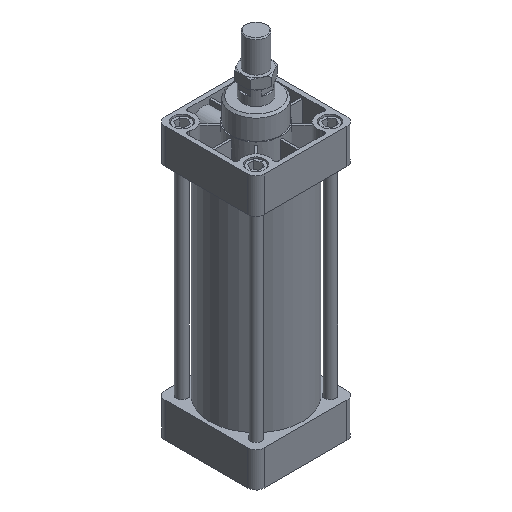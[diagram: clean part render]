
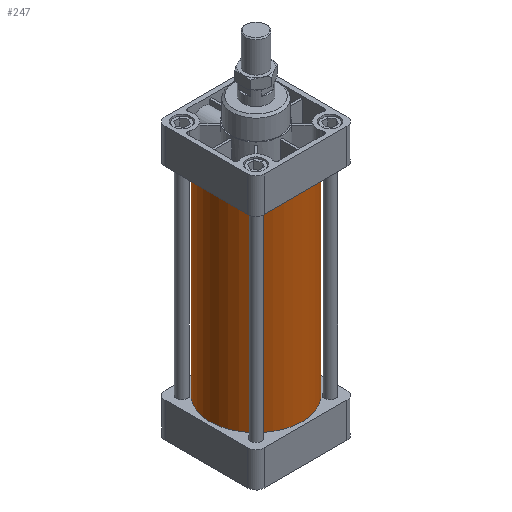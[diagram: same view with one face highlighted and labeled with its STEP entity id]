
A CAD part, isometric view. The second image highlights one B-rep face of the part: STEP entity #247.
In plain terms, the highlighted cylindrical face has radius 43.5 mm (diameter 87 mm), a full revolution.
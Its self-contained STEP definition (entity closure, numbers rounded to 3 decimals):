
#247 = ADVANCED_FACE( '', ( #720, #721 ), #722, .T. );
#720 = FACE_OUTER_BOUND( '', #1536, .T. );
#721 = FACE_OUTER_BOUND( '', #1537, .T. );
#722 = CYLINDRICAL_SURFACE( '', #1538, 43.5 );
#1536 = EDGE_LOOP( '', ( #2673 ) );
#1537 = EDGE_LOOP( '', ( #2674 ) );
#1538 = AXIS2_PLACEMENT_3D( '', #2675, #2676, #2677 );
#2673 = ORIENTED_EDGE( '', *, *, #4916, .F. );
#2674 = ORIENTED_EDGE( '', *, *, #4917, .T. );
#2675 = CARTESIAN_POINT( '', ( 0., 0., 95.5 ) );
#2676 = DIRECTION( '', ( 0., 0., 1. ) );
#2677 = DIRECTION( '', ( -1., 0., 0. ) );
#4916 = EDGE_CURVE( '', #5878, #5878, #5879, .T. );
#4917 = EDGE_CURVE( '', #5880, #5880, #5881, .T. );
#5878 = VERTEX_POINT( '', #7405 );
#5879 = CIRCLE( '', #7406, 43.5 );
#5880 = VERTEX_POINT( '', #7407 );
#5881 = CIRCLE( '', #7408, 43.5 );
#7405 = CARTESIAN_POINT( '', ( 43.5, 0., 95.5 ) );
#7406 = AXIS2_PLACEMENT_3D( '', #9295, #9296, #9297 );
#7407 = CARTESIAN_POINT( '', ( 43.5, 0., -95.5 ) );
#7408 = AXIS2_PLACEMENT_3D( '', #9298, #9299, #9300 );
#9295 = CARTESIAN_POINT( '', ( 0., 0., 95.5 ) );
#9296 = DIRECTION( '', ( 0., 0., 1. ) );
#9297 = DIRECTION( '', ( 1., 0., 0. ) );
#9298 = CARTESIAN_POINT( '', ( 0., 0., -95.5 ) );
#9299 = DIRECTION( '', ( 0., 0., 1. ) );
#9300 = DIRECTION( '', ( 1., 0., 0. ) );
